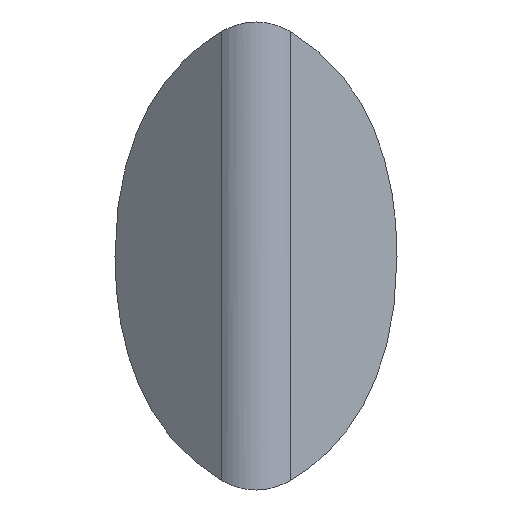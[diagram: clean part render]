
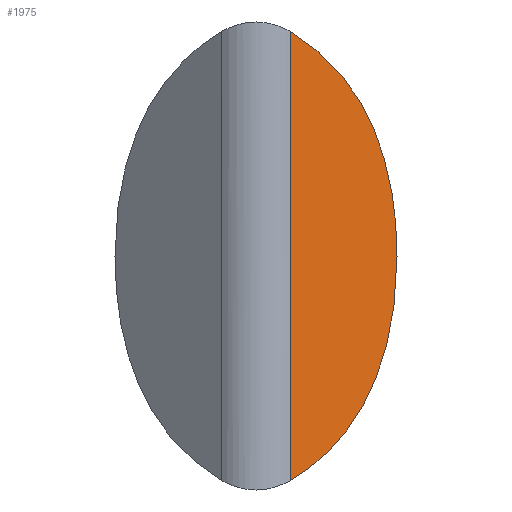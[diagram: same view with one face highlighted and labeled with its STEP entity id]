
A CAD part, top view. The second image highlights one B-rep face of the part: STEP entity #1975.
In plain terms, the highlighted planar face has unit normal (0.643, 0, 0.766).
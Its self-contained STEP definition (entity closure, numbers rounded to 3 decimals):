
#137=CARTESIAN_POINT('',(6.428,42.143,-373.34));
#138=CARTESIAN_POINT('',(8.485,40.967,-375.066));
#139=CARTESIAN_POINT('',(12.302,38.202,-378.268));
#140=CARTESIAN_POINT('',(17.413,32.617,-382.557));
#141=CARTESIAN_POINT('',(21.167,26.476,-385.708));
#142=CARTESIAN_POINT('',(24.152,18.893,-388.211));
#143=CARTESIAN_POINT('',(25.999,10.189,-389.761));
#144=CARTESIAN_POINT('',(26.472,3.533,-390.159));
#145=CARTESIAN_POINT('',(26.472,0.,-390.159));
#203=CARTESIAN_POINT('',(26.472,0.,-390.159));
#204=CARTESIAN_POINT('',(26.472,-3.532,-390.159));
#205=CARTESIAN_POINT('',(26.,-10.186,-389.762));
#206=CARTESIAN_POINT('',(24.152,-18.888,-388.212));
#207=CARTESIAN_POINT('',(21.171,-26.468,-385.71));
#208=CARTESIAN_POINT('',(17.415,-32.614,-382.559));
#209=CARTESIAN_POINT('',(12.308,-38.197,-378.273));
#210=CARTESIAN_POINT('',(8.488,-40.965,-375.068));
#211=CARTESIAN_POINT('',(6.428,-42.143,-373.34));
#321=DIRECTION('',(0.,-1.,0.));
#322=VECTOR('',#321,84.286);
#323=CARTESIAN_POINT('',(6.428,42.143,-373.34));
#324=LINE('',#323,#322);
#329=VERTEX_POINT('',#137);
#330=VERTEX_POINT('',#145);
#332=VERTEX_POINT('',#211);
#1965=CARTESIAN_POINT('',(30.,-58.6,-393.119));
#1966=DIRECTION('',(-0.643,0.,-0.766));
#1967=DIRECTION('',(-0.766,0.,0.643));
#1968=AXIS2_PLACEMENT_3D('',#1965,#1966,#1967);
#1969=PLANE('',#1968);
#1970=ORIENTED_EDGE('',*,*,#1037,.T.);
#1971=ORIENTED_EDGE('',*,*,#1332,.T.);
#1972=ORIENTED_EDGE('',*,*,#1955,.F.);
#1973=EDGE_LOOP('',(#1970,#1971,#1972));
#1974=FACE_OUTER_BOUND('',#1973,.F.);
#1975=ADVANCED_FACE('',(#1974),#1969,.F.);
#146=B_SPLINE_CURVE_WITH_KNOTS('',3,(#137,#138,#139,#140,#141,#142,#143,#144,
#145),.UNSPECIFIED.,.F.,.F.,(4,1,1,1,1,1,4),(0.,0.167,
0.333,0.5,0.667,0.833,1.),
.UNSPECIFIED.);
#212=B_SPLINE_CURVE_WITH_KNOTS('',3,(#203,#204,#205,#206,#207,#208,#209,#210,
#211),.UNSPECIFIED.,.F.,.F.,(4,1,1,1,1,1,4),(0.,0.167,
0.333,0.5,0.667,0.833,1.),
.UNSPECIFIED.);
#1037=EDGE_CURVE('',#329,#330,#146,.T.);
#1332=EDGE_CURVE('',#330,#332,#212,.T.);
#1955=EDGE_CURVE('',#329,#332,#324,.T.);
